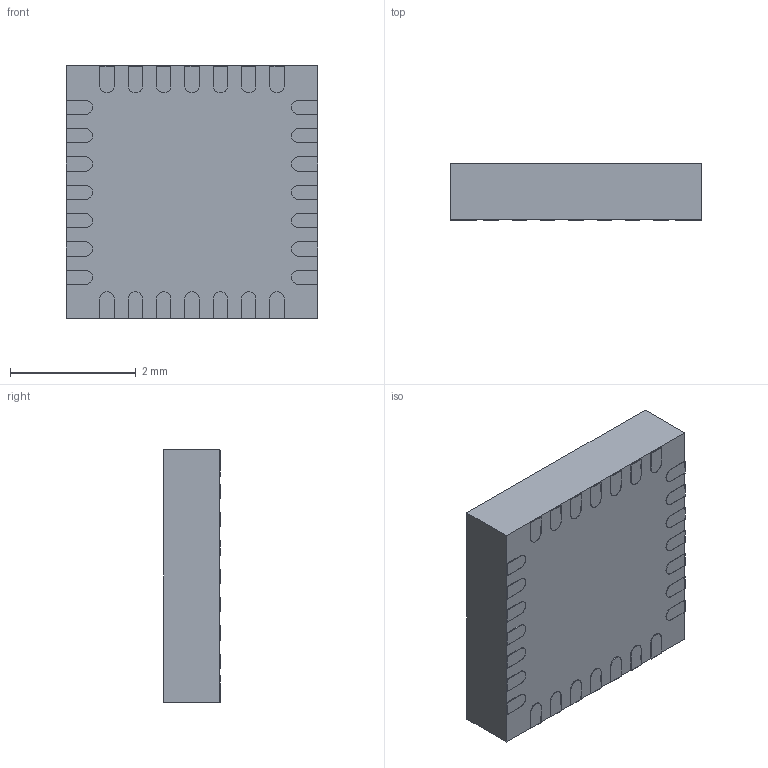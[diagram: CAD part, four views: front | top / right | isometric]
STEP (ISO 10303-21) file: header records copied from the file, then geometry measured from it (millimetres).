
FILE_DESCRIPTION (( 'STEP AP214' ), '1' );
FILE_NAME ( 'QFN45P400X400X90-29N.step', '2020-4-13T23:10:48', ( '' ), ( '' ), 'EDABuilder', 'EMA Design Automation', '' );
FILE_SCHEMA (( 'AUTOMOTIVE_DESIGN' ));
Length unit declared in the file: millimetre
Products named in the file (1): face1_BC
Bounding box: 4 x 0.9 x 4.01 mm (x, y, z)
Volume: 14.3 mm3; surface area: 52.2 mm2
Topology: 30 solids, 30 shells, 177 faces, 351 edges, 234 vertices
Faces by surface type: plane 148, cylinder 29
Full cylindrical faces by diameter (mm): 0.498 x1
Entity records: 4720 total; most frequent: DIRECTION 824, CARTESIAN_POINT 792, ORIENTED_EDGE 700, EDGE_CURVE 350, LINE 292, VECTOR 292, AXIS2_PLACEMENT_3D 266, VERTEX_POINT 234
